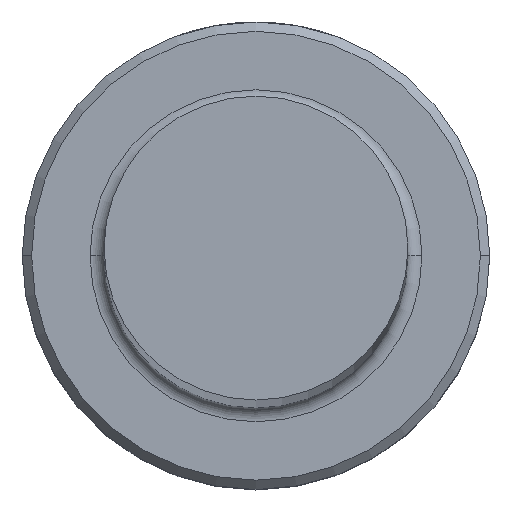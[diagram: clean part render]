
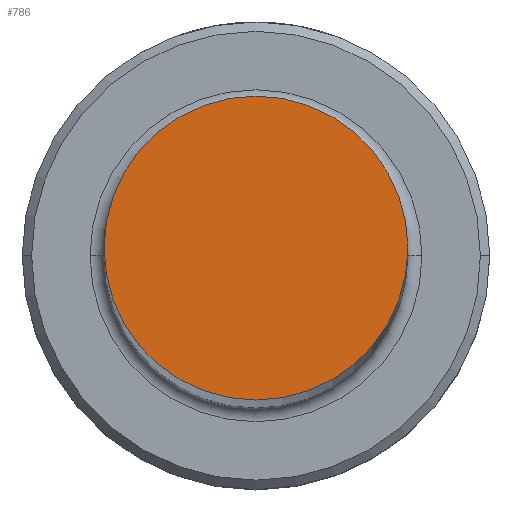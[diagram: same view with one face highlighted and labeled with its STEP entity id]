
A CAD part, top view. The second image highlights one B-rep face of the part: STEP entity #786.
In plain terms, the highlighted planar face has unit normal (0, 0, 1).
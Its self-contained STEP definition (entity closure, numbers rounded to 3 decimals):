
#41 = DIRECTION ( 'NONE',  ( 0., 0., 1. ) ) ;
#117 = CARTESIAN_POINT ( 'NONE',  ( -3.25, 0., 100. ) ) ;
#173 = EDGE_CURVE ( 'NONE', #195, #247, #1139, .T. ) ;
#195 = VERTEX_POINT ( 'NONE', #117 ) ;
#219 = CARTESIAN_POINT ( 'NONE',  ( 0., 0., 100. ) ) ;
#247 = VERTEX_POINT ( 'NONE', #1054 ) ;
#288 = CARTESIAN_POINT ( 'NONE',  ( 0., 0., 100. ) ) ;
#316 = PLANE ( 'NONE',  #1002 ) ;
#352 = EDGE_LOOP ( 'NONE', ( #376, #621 ) ) ;
#376 = ORIENTED_EDGE ( 'NONE', *, *, #173, .T. ) ;
#385 = DIRECTION ( 'NONE',  ( 1., 0., 0. ) ) ;
#450 = CIRCLE ( 'NONE', #1077, 3.25 ) ;
#621 = ORIENTED_EDGE ( 'NONE', *, *, #859, .T. ) ;
#766 = CARTESIAN_POINT ( 'NONE',  ( 0., 0., 100. ) ) ;
#786 = ADVANCED_FACE ( 'NONE', ( #898 ), #316, .T. ) ;
#853 = DIRECTION ( 'NONE',  ( 0., 0., 1. ) ) ;
#859 = EDGE_CURVE ( 'NONE', #247, #195, #450, .T. ) ;
#898 = FACE_OUTER_BOUND ( 'NONE', #352, .T. ) ;
#922 = DIRECTION ( 'NONE',  ( 0., 0., 1. ) ) ;
#950 = DIRECTION ( 'NONE',  ( 1., 0., 0. ) ) ;
#982 = DIRECTION ( 'NONE',  ( 1., 0., 0. ) ) ;
#1002 = AXIS2_PLACEMENT_3D ( 'NONE', #766, #41, #950 ) ;
#1054 = CARTESIAN_POINT ( 'NONE',  ( 3.25, 0., 100. ) ) ;
#1062 = AXIS2_PLACEMENT_3D ( 'NONE', #219, #853, #982 ) ;
#1077 = AXIS2_PLACEMENT_3D ( 'NONE', #288, #922, #385 ) ;
#1139 = CIRCLE ( 'NONE', #1062, 3.25 ) ;
